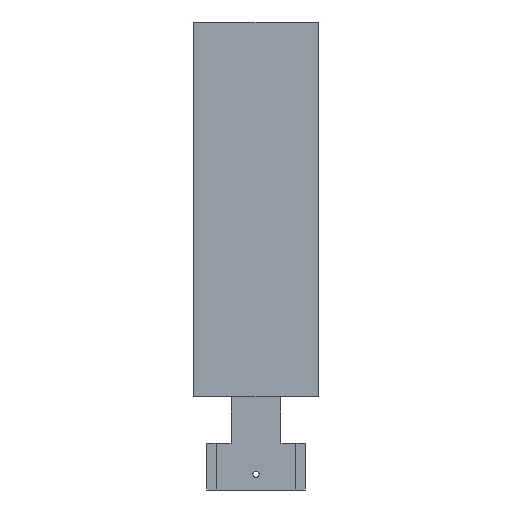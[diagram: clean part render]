
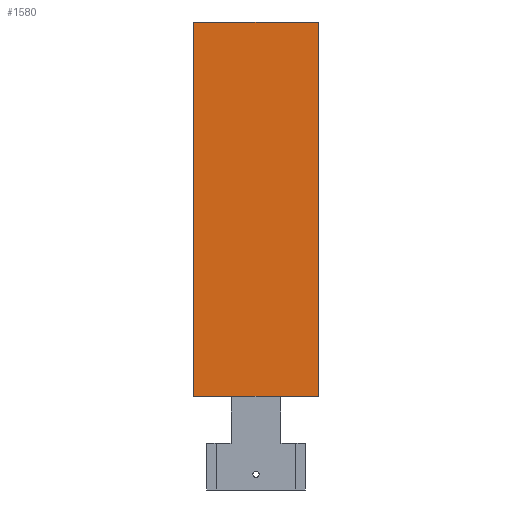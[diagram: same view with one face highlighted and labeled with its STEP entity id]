
A CAD part, front view. The second image highlights one B-rep face of the part: STEP entity #1580.
In plain terms, the highlighted planar face has unit normal (0, -1, 0).
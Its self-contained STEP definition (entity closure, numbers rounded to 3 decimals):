
#46 = CARTESIAN_POINT ( 'NONE',  ( -10., 0., 60. ) ) ;
#117 = VECTOR ( 'NONE', #1340, 1000. ) ;
#132 = VERTEX_POINT ( 'NONE', #1022 ) ;
#142 = DIRECTION ( 'NONE',  ( 0., 1., 0. ) ) ;
#197 = VERTEX_POINT ( 'NONE', #621 ) ;
#212 = LINE ( 'NONE', #457, #356 ) ;
#229 = EDGE_CURVE ( 'NONE', #385, #574, #383, .T. ) ;
#356 = VECTOR ( 'NONE', #1522, 1000. ) ;
#358 = LINE ( 'NONE', #46, #692 ) ;
#383 = LINE ( 'NONE', #758, #1648 ) ;
#385 = VERTEX_POINT ( 'NONE', #1600 ) ;
#457 = CARTESIAN_POINT ( 'NONE',  ( -10., 0., 60. ) ) ;
#480 = EDGE_CURVE ( 'NONE', #132, #574, #548, .T. ) ;
#517 = AXIS2_PLACEMENT_3D ( 'NONE', #1613, #142, #950 ) ;
#548 = LINE ( 'NONE', #1351, #117 ) ;
#574 = VERTEX_POINT ( 'NONE', #1370 ) ;
#621 = CARTESIAN_POINT ( 'NONE',  ( -10., 0., 60. ) ) ;
#635 = EDGE_LOOP ( 'NONE', ( #1538, #1158, #975, #1203 ) ) ;
#692 = VECTOR ( 'NONE', #722, 1000. ) ;
#722 = DIRECTION ( 'NONE',  ( 1., 0., 0. ) ) ;
#758 = CARTESIAN_POINT ( 'NONE',  ( 10., 0., 60. ) ) ;
#901 = FACE_OUTER_BOUND ( 'NONE', #635, .T. ) ;
#950 = DIRECTION ( 'NONE',  ( 0., 0., 1. ) ) ;
#975 = ORIENTED_EDGE ( 'NONE', *, *, #1327, .F. ) ;
#1022 = CARTESIAN_POINT ( 'NONE',  ( -10., 0., 0. ) ) ;
#1066 = PLANE ( 'NONE',  #517 ) ;
#1158 = ORIENTED_EDGE ( 'NONE', *, *, #229, .F. ) ;
#1163 = DIRECTION ( 'NONE',  ( 0., 0., -1. ) ) ;
#1203 = ORIENTED_EDGE ( 'NONE', *, *, #1414, .T. ) ;
#1327 = EDGE_CURVE ( 'NONE', #197, #385, #358, .T. ) ;
#1340 = DIRECTION ( 'NONE',  ( 1., 0., 0. ) ) ;
#1351 = CARTESIAN_POINT ( 'NONE',  ( -10., 0., 0. ) ) ;
#1370 = CARTESIAN_POINT ( 'NONE',  ( 10., 0., 0. ) ) ;
#1414 = EDGE_CURVE ( 'NONE', #197, #132, #212, .T. ) ;
#1522 = DIRECTION ( 'NONE',  ( 0., 0., -1. ) ) ;
#1538 = ORIENTED_EDGE ( 'NONE', *, *, #480, .T. ) ;
#1580 = ADVANCED_FACE ( 'NONE', ( #901 ), #1066, .F. ) ;
#1600 = CARTESIAN_POINT ( 'NONE',  ( 10., 0., 60. ) ) ;
#1613 = CARTESIAN_POINT ( 'NONE',  ( -10., 0., 60. ) ) ;
#1648 = VECTOR ( 'NONE', #1163, 1000. ) ;
